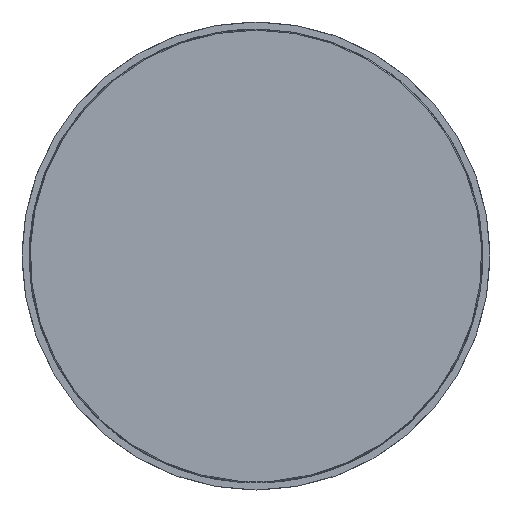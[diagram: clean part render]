
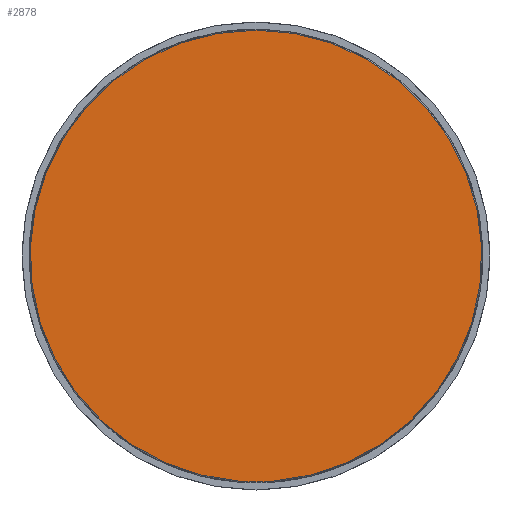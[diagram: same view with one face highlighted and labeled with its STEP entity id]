
A CAD part, front view. The second image highlights one B-rep face of the part: STEP entity #2878.
In plain terms, the highlighted planar face has unit normal (0, -1, 0).
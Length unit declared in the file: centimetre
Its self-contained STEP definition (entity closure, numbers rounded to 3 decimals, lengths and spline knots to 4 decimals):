
#63 = DIRECTION ( 'NONE',  ( 0., 1., 0. ) ) ;
#153 = ORIENTED_EDGE ( 'NONE', *, *, #807, .F. ) ;
#176 = DIRECTION ( 'NONE',  ( 0., 1., 0. ) ) ;
#295 = EDGE_CURVE ( 'NONE', #1548, #1275, #1581, .T. ) ;
#313 = EDGE_CURVE ( 'NONE', #1303, #1502, #2917, .T. ) ;
#373 = AXIS2_PLACEMENT_3D ( 'NONE', #1449, #2437, #511 ) ;
#397 = DIRECTION ( 'NONE',  ( 0., 0., 1. ) ) ;
#511 = DIRECTION ( 'NONE',  ( 0., 0., 1. ) ) ;
#586 = EDGE_LOOP ( 'NONE', ( #153, #1722, #781, #2492 ) ) ;
#781 = ORIENTED_EDGE ( 'NONE', *, *, #2477, .F. ) ;
#807 = EDGE_CURVE ( 'NONE', #1275, #1303, #949, .T. ) ;
#882 = DIRECTION ( 'NONE',  ( 0., 0., -1. ) ) ;
#918 = AXIS2_PLACEMENT_3D ( 'NONE', #2195, #3166, #973 ) ;
#949 = CIRCLE ( 'NONE', #373, 5.5732 ) ;
#973 = DIRECTION ( 'NONE',  ( 0., 0., 1. ) ) ;
#1062 = AXIS2_PLACEMENT_3D ( 'NONE', #2574, #176, #882 ) ;
#1125 = CARTESIAN_POINT ( 'NONE',  ( 0., -30.5, 0. ) ) ;
#1265 = AXIS2_PLACEMENT_3D ( 'NONE', #1125, #2657, #397 ) ;
#1275 = VERTEX_POINT ( 'NONE', #2753 ) ;
#1303 = VERTEX_POINT ( 'NONE', #2948 ) ;
#1449 = CARTESIAN_POINT ( 'NONE',  ( 0., -30.5, 0. ) ) ;
#1502 = VERTEX_POINT ( 'NONE', #2689 ) ;
#1548 = VERTEX_POINT ( 'NONE', #2655 ) ;
#1577 = DIRECTION ( 'NONE',  ( 0., 0., -1. ) ) ;
#1581 = CIRCLE ( 'NONE', #2243, 5.5732 ) ;
#1722 = ORIENTED_EDGE ( 'NONE', *, *, #295, .F. ) ;
#2090 = CARTESIAN_POINT ( 'NONE',  ( 0., -30.5, 0. ) ) ;
#2195 = CARTESIAN_POINT ( 'NONE',  ( 0., -30.5, -5.775 ) ) ;
#2209 = PLANE ( 'NONE',  #918 ) ;
#2243 = AXIS2_PLACEMENT_3D ( 'NONE', #2090, #63, #1577 ) ;
#2437 = DIRECTION ( 'NONE',  ( 0., 1., 0. ) ) ;
#2476 = FACE_OUTER_BOUND ( 'NONE', #586, .T. ) ;
#2477 = EDGE_CURVE ( 'NONE', #1502, #1548, #2869, .T. ) ;
#2492 = ORIENTED_EDGE ( 'NONE', *, *, #313, .F. ) ;
#2574 = CARTESIAN_POINT ( 'NONE',  ( 0., -30.5, 0. ) ) ;
#2655 = CARTESIAN_POINT ( 'NONE',  ( 0., -30.5, -5.5732 ) ) ;
#2657 = DIRECTION ( 'NONE',  ( 0., 1., 0. ) ) ;
#2689 = CARTESIAN_POINT ( 'NONE',  ( 0.4265, -30.5, -5.5569 ) ) ;
#2753 = CARTESIAN_POINT ( 'NONE',  ( -0.4265, -30.5, -5.5569 ) ) ;
#2869 = CIRCLE ( 'NONE', #1062, 5.5732 ) ;
#2878 = ADVANCED_FACE ( 'NONE', ( #2476 ), #2209, .F. ) ;
#2917 = CIRCLE ( 'NONE', #1265, 5.5732 ) ;
#2948 = CARTESIAN_POINT ( 'NONE',  ( 0., -30.5, 5.5732 ) ) ;
#3166 = DIRECTION ( 'NONE',  ( 0., 1., 0. ) ) ;
